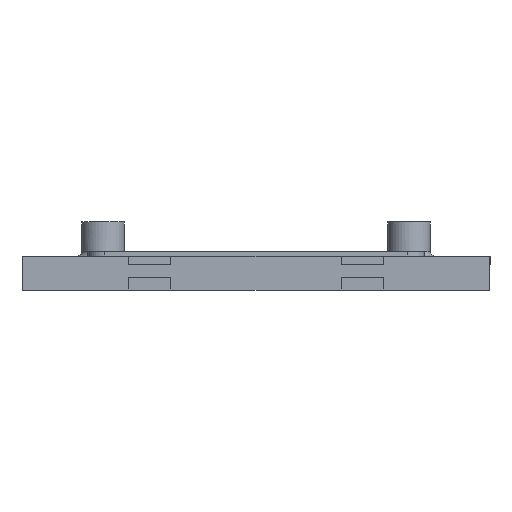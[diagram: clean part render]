
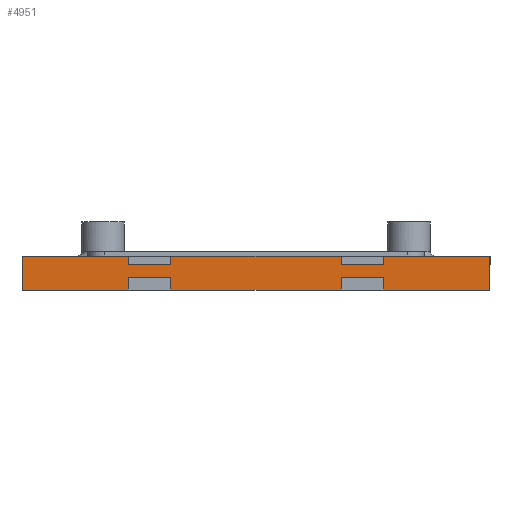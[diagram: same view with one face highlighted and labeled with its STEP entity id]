
A CAD part, left-side view. The second image highlights one B-rep face of the part: STEP entity #4951.
In plain terms, the highlighted planar face has unit normal (-1, 0, 0).
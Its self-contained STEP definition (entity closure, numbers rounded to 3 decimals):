
#152=LINE('',#6359,#636);
#156=LINE('',#6367,#640);
#184=LINE('',#6423,#668);
#483=LINE('',#8813,#967);
#487=LINE('',#8820,#971);
#488=LINE('',#8822,#972);
#527=LINE('',#8913,#1011);
#531=LINE('',#8920,#1015);
#532=LINE('',#8922,#1016);
#546=LINE('',#8954,#1030);
#564=LINE('',#8984,#1048);
#566=LINE('',#8987,#1050);
#567=LINE('',#8989,#1051);
#568=LINE('',#8991,#1052);
#569=LINE('',#8992,#1053);
#570=LINE('',#8994,#1054);
#571=LINE('',#8996,#1055);
#572=LINE('',#8997,#1056);
#573=LINE('',#8998,#1057);
#574=LINE('',#8999,#1058);
#636=VECTOR('',#5300,10.);
#640=VECTOR('',#5304,10.);
#668=VECTOR('',#5332,10.);
#967=VECTOR('',#6007,10.);
#971=VECTOR('',#6013,10.);
#972=VECTOR('',#6016,10.);
#1011=VECTOR('',#6091,10.);
#1015=VECTOR('',#6097,10.);
#1016=VECTOR('',#6100,10.);
#1030=VECTOR('',#6128,10.);
#1048=VECTOR('',#6148,10.);
#1050=VECTOR('',#6152,10.);
#1051=VECTOR('',#6153,10.);
#1052=VECTOR('',#6154,10.);
#1053=VECTOR('',#6155,10.);
#1054=VECTOR('',#6156,10.);
#1055=VECTOR('',#6157,10.);
#1056=VECTOR('',#6158,10.);
#1057=VECTOR('',#6159,10.);
#1058=VECTOR('',#6160,10.);
#1239=PLANE('',#5232);
#1497=FACE_OUTER_BOUND('',#1789,.T.);
#1789=EDGE_LOOP('',(#4468,#4469,#4470,#4471,#4472,#4473,#4474,#4475,#4476,
#4477,#4478,#4479,#4480,#4481,#4482,#4483,#4484,#4485,#4486,#4487));
#2086=VERTEX_POINT('',#6356);
#2087=VERTEX_POINT('',#6358);
#2090=VERTEX_POINT('',#6364);
#2091=VERTEX_POINT('',#6366);
#2118=VERTEX_POINT('',#6420);
#2119=VERTEX_POINT('',#6422);
#2461=VERTEX_POINT('',#8810);
#2462=VERTEX_POINT('',#8812);
#2463=VERTEX_POINT('',#8816);
#2464=VERTEX_POINT('',#8818);
#2497=VERTEX_POINT('',#8910);
#2498=VERTEX_POINT('',#8912);
#2499=VERTEX_POINT('',#8916);
#2500=VERTEX_POINT('',#8918);
#2511=VERTEX_POINT('',#8952);
#2522=VERTEX_POINT('',#8983);
#2523=VERTEX_POINT('',#8988);
#2524=VERTEX_POINT('',#8990);
#2525=VERTEX_POINT('',#8993);
#2526=VERTEX_POINT('',#8995);
#2563=EDGE_CURVE('',#2086,#2087,#152,.T.);
#2567=EDGE_CURVE('',#2090,#2091,#156,.T.);
#2595=EDGE_CURVE('',#2118,#2119,#184,.T.);
#3114=EDGE_CURVE('',#2462,#2461,#483,.T.);
#3118=EDGE_CURVE('',#2463,#2464,#487,.T.);
#3119=EDGE_CURVE('',#2464,#2462,#488,.T.);
#3162=EDGE_CURVE('',#2498,#2497,#527,.T.);
#3166=EDGE_CURVE('',#2499,#2500,#531,.T.);
#3167=EDGE_CURVE('',#2500,#2498,#532,.T.);
#3183=EDGE_CURVE('',#2511,#2118,#546,.T.);
#3201=EDGE_CURVE('',#2522,#2091,#564,.T.);
#3203=EDGE_CURVE('',#2461,#2522,#566,.T.);
#3204=EDGE_CURVE('',#2090,#2523,#567,.T.);
#3205=EDGE_CURVE('',#2523,#2524,#568,.T.);
#3206=EDGE_CURVE('',#2524,#2087,#569,.T.);
#3207=EDGE_CURVE('',#2086,#2525,#570,.T.);
#3208=EDGE_CURVE('',#2525,#2526,#571,.T.);
#3209=EDGE_CURVE('',#2526,#2119,#572,.T.);
#3210=EDGE_CURVE('',#2511,#2499,#573,.T.);
#3211=EDGE_CURVE('',#2497,#2463,#574,.T.);
#4468=ORIENTED_EDGE('',*,*,#3118,.T.);
#4469=ORIENTED_EDGE('',*,*,#3119,.T.);
#4470=ORIENTED_EDGE('',*,*,#3114,.T.);
#4471=ORIENTED_EDGE('',*,*,#3203,.T.);
#4472=ORIENTED_EDGE('',*,*,#3201,.T.);
#4473=ORIENTED_EDGE('',*,*,#2567,.F.);
#4474=ORIENTED_EDGE('',*,*,#3204,.T.);
#4475=ORIENTED_EDGE('',*,*,#3205,.T.);
#4476=ORIENTED_EDGE('',*,*,#3206,.T.);
#4477=ORIENTED_EDGE('',*,*,#2563,.F.);
#4478=ORIENTED_EDGE('',*,*,#3207,.T.);
#4479=ORIENTED_EDGE('',*,*,#3208,.T.);
#4480=ORIENTED_EDGE('',*,*,#3209,.T.);
#4481=ORIENTED_EDGE('',*,*,#2595,.F.);
#4482=ORIENTED_EDGE('',*,*,#3183,.F.);
#4483=ORIENTED_EDGE('',*,*,#3210,.T.);
#4484=ORIENTED_EDGE('',*,*,#3166,.T.);
#4485=ORIENTED_EDGE('',*,*,#3167,.T.);
#4486=ORIENTED_EDGE('',*,*,#3162,.T.);
#4487=ORIENTED_EDGE('',*,*,#3211,.T.);
#4951=ADVANCED_FACE('',(#1497),#1239,.T.);
#5232=AXIS2_PLACEMENT_3D('',#8986,#6150,#6151);
#5300=DIRECTION('',(0.,-1.,0.));
#5304=DIRECTION('',(0.,-1.,0.));
#5332=DIRECTION('',(0.,-1.,0.));
#6007=DIRECTION('',(0.,0.,-1.));
#6013=DIRECTION('',(0.,0.,1.));
#6016=DIRECTION('',(0.,-1.,0.));
#6091=DIRECTION('',(0.,0.,-1.));
#6097=DIRECTION('',(0.,0.,1.));
#6100=DIRECTION('',(0.,-1.,0.));
#6128=DIRECTION('',(0.,0.,1.));
#6148=DIRECTION('',(0.,0.,1.));
#6150=DIRECTION('center_axis',(-1.,0.,0.));
#6151=DIRECTION('ref_axis',(0.,-1.,0.));
#6152=DIRECTION('',(0.,-1.,0.));
#6153=DIRECTION('',(0.,0.,-1.));
#6154=DIRECTION('',(0.,1.,0.));
#6155=DIRECTION('',(0.,0.,1.));
#6156=DIRECTION('',(0.,0.,-1.));
#6157=DIRECTION('',(0.,1.,0.));
#6158=DIRECTION('',(0.,0.,1.));
#6159=DIRECTION('',(0.,-1.,0.));
#6160=DIRECTION('',(0.,-1.,0.));
#6356=CARTESIAN_POINT('',(-65.,20.,8.));
#6358=CARTESIAN_POINT('',(-65.,-20.,8.));
#6359=CARTESIAN_POINT('',(-65.,55.,8.));
#6364=CARTESIAN_POINT('',(-65.,-30.,8.));
#6366=CARTESIAN_POINT('',(-65.,-55.,8.));
#6367=CARTESIAN_POINT('',(-65.,55.,8.));
#6420=CARTESIAN_POINT('',(-65.,55.,8.));
#6422=CARTESIAN_POINT('',(-65.,30.,8.));
#6423=CARTESIAN_POINT('',(-65.,55.,8.));
#8810=CARTESIAN_POINT('',(-65.,-30.,0.));
#8812=CARTESIAN_POINT('',(-65.,-30.,3.));
#8813=CARTESIAN_POINT('',(-65.,-30.,0.));
#8816=CARTESIAN_POINT('',(-65.,-20.,0.));
#8818=CARTESIAN_POINT('',(-65.,-20.,3.));
#8820=CARTESIAN_POINT('',(-65.,-20.,0.));
#8822=CARTESIAN_POINT('',(-65.,15.,3.));
#8910=CARTESIAN_POINT('',(-65.,20.,0.));
#8912=CARTESIAN_POINT('',(-65.,20.,3.));
#8913=CARTESIAN_POINT('',(-65.,20.,0.));
#8916=CARTESIAN_POINT('',(-65.,30.,0.));
#8918=CARTESIAN_POINT('',(-65.,30.,3.));
#8920=CARTESIAN_POINT('',(-65.,30.,0.));
#8922=CARTESIAN_POINT('',(-65.,40.,3.));
#8952=CARTESIAN_POINT('',(-65.,55.,0.));
#8954=CARTESIAN_POINT('',(-65.,55.,0.));
#8983=CARTESIAN_POINT('',(-65.,-55.,0.));
#8984=CARTESIAN_POINT('',(-65.,-55.,0.));
#8986=CARTESIAN_POINT('Origin',(-65.,55.,0.));
#8987=CARTESIAN_POINT('',(-65.,55.,0.));
#8988=CARTESIAN_POINT('',(-65.,-30.,6.));
#8989=CARTESIAN_POINT('',(-65.,-30.,4.));
#8990=CARTESIAN_POINT('',(-65.,-20.,6.));
#8991=CARTESIAN_POINT('',(-65.,15.,6.));
#8992=CARTESIAN_POINT('',(-65.,-20.,4.));
#8993=CARTESIAN_POINT('',(-65.,20.,6.));
#8994=CARTESIAN_POINT('',(-65.,20.,4.));
#8995=CARTESIAN_POINT('',(-65.,30.,6.));
#8996=CARTESIAN_POINT('',(-65.,40.,6.));
#8997=CARTESIAN_POINT('',(-65.,30.,4.));
#8998=CARTESIAN_POINT('',(-65.,55.,0.));
#8999=CARTESIAN_POINT('',(-65.,55.,0.));
